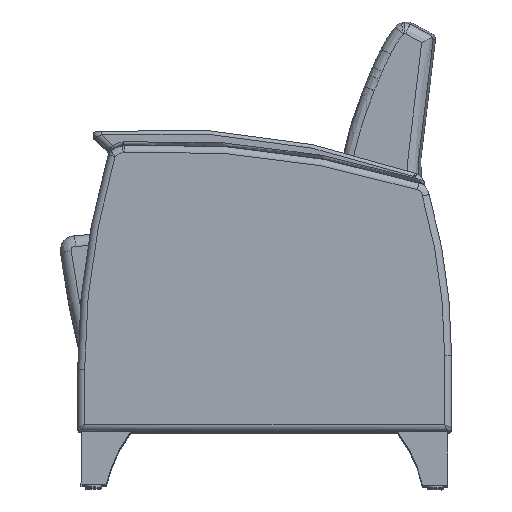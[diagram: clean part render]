
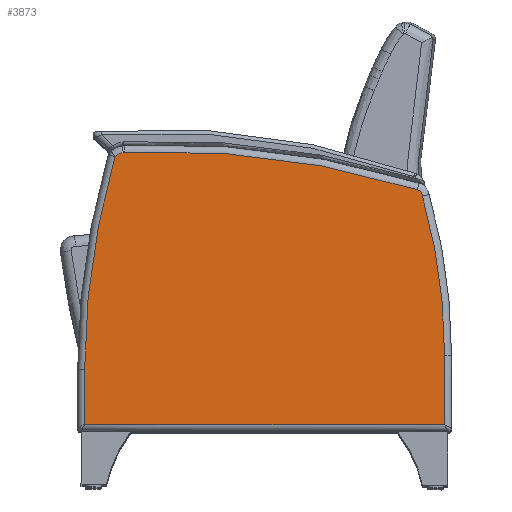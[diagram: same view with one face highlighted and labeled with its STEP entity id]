
A CAD part, top view. The second image highlights one B-rep face of the part: STEP entity #3873.
In plain terms, the highlighted planar face has unit normal (0, 0, 1).
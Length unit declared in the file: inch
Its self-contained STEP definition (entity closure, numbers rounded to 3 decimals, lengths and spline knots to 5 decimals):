
#567=LINE('',#9804,#687);
#568=LINE('',#9821,#688);
#570=LINE('',#9863,#690);
#687=VECTOR('',#5260,0.3937);
#688=VECTOR('',#5269,0.3937);
#690=VECTOR('',#5305,0.3937);
#760=PLANE('',#4357);
#989=FACE_OUTER_BOUND('',#1255,.T.);
#1255=EDGE_LOOP('',(#3401,#3402,#3403,#3404,#3405,#3406,#3407,#3408,#3409,
#3410));
#1503=CIRCLE('',#4323,0.01);
#1507=CIRCLE('',#4329,53.60447);
#1510=CIRCLE('',#4334,1.37874);
#1513=CIRCLE('',#4338,0.51);
#1516=CIRCLE('',#4342,59.51);
#1518=CIRCLE('',#4345,0.51);
#1520=CIRCLE('',#4349,40.34554);
#1837=VERTEX_POINT('',#9635);
#1846=VERTEX_POINT('',#9747);
#1849=VERTEX_POINT('',#9776);
#1850=VERTEX_POINT('',#9777);
#1854=VERTEX_POINT('',#9808);
#1855=VERTEX_POINT('',#9824);
#1857=VERTEX_POINT('',#9830);
#1859=VERTEX_POINT('',#9836);
#1862=VERTEX_POINT('',#9844);
#1863=VERTEX_POINT('',#9861);
#2359=EDGE_CURVE('',#1849,#1850,#1503,.T.);
#2363=EDGE_CURVE('',#1837,#1846,#567,.T.);
#2366=EDGE_CURVE('',#1854,#1849,#1507,.T.);
#2367=EDGE_CURVE('',#1846,#1854,#568,.T.);
#2371=EDGE_CURVE('',#1850,#1855,#1510,.T.);
#2374=EDGE_CURVE('',#1855,#1857,#1513,.T.);
#2377=EDGE_CURVE('',#1857,#1859,#1516,.T.);
#2379=EDGE_CURVE('',#1859,#1862,#1518,.T.);
#2382=EDGE_CURVE('',#1863,#1837,#570,.T.);
#2383=EDGE_CURVE('',#1862,#1863,#1520,.T.);
#3401=ORIENTED_EDGE('',*,*,#2363,.F.);
#3402=ORIENTED_EDGE('',*,*,#2382,.F.);
#3403=ORIENTED_EDGE('',*,*,#2383,.F.);
#3404=ORIENTED_EDGE('',*,*,#2379,.F.);
#3405=ORIENTED_EDGE('',*,*,#2377,.F.);
#3406=ORIENTED_EDGE('',*,*,#2374,.F.);
#3407=ORIENTED_EDGE('',*,*,#2371,.F.);
#3408=ORIENTED_EDGE('',*,*,#2359,.F.);
#3409=ORIENTED_EDGE('',*,*,#2366,.F.);
#3410=ORIENTED_EDGE('',*,*,#2367,.F.);
#3873=ADVANCED_FACE('',(#989),#760,.T.);
#4323=AXIS2_PLACEMENT_3D('',#9778,#5252,#5253);
#4329=AXIS2_PLACEMENT_3D('',#9819,#5265,#5266);
#4334=AXIS2_PLACEMENT_3D('',#9828,#5277,#5278);
#4338=AXIS2_PLACEMENT_3D('',#9834,#5285,#5286);
#4342=AXIS2_PLACEMENT_3D('',#9840,#5293,#5294);
#4345=AXIS2_PLACEMENT_3D('',#9845,#5299,#5300);
#4349=AXIS2_PLACEMENT_3D('',#9865,#5308,#5309);
#4357=AXIS2_PLACEMENT_3D('',#9879,#5327,#5328);
#5252=DIRECTION('center_axis',(0.,0.,-1.));
#5253=DIRECTION('ref_axis',(-0.844,0.537,0.));
#5260=DIRECTION('',(-1.,0.,0.));
#5265=DIRECTION('center_axis',(0.,0.,-1.));
#5266=DIRECTION('ref_axis',(-0.99,0.14,0.));
#5269=DIRECTION('',(0.,1.,0.));
#5277=DIRECTION('center_axis',(0.,0.,-1.));
#5278=DIRECTION('ref_axis',(-0.425,0.905,0.));
#5285=DIRECTION('center_axis',(0.,0.,-1.));
#5286=DIRECTION('ref_axis',(-0.128,0.992,0.));
#5293=DIRECTION('center_axis',(0.,0.,-1.));
#5294=DIRECTION('ref_axis',(0.124,0.992,0.));
#5299=DIRECTION('center_axis',(0.,0.,-1.));
#5300=DIRECTION('ref_axis',(0.761,0.649,0.));
#5305=DIRECTION('',(0.,-1.,0.));
#5308=DIRECTION('center_axis',(0.,0.,-1.));
#5309=DIRECTION('ref_axis',(0.99,0.139,0.));
#5327=DIRECTION('center_axis',(0.,0.,1.));
#5328=DIRECTION('ref_axis',(1.,0.,0.));
#9635=CARTESIAN_POINT('',(10.90024,1.87751,2.75));
#9747=CARTESIAN_POINT('',(-14.26196,1.87751,2.75));
#9776=CARTESIAN_POINT('',(-12.1622,20.60571,2.75));
#9777=CARTESIAN_POINT('',(-12.15843,20.61408,2.75));
#9778=CARTESIAN_POINT('Origin',(-12.15221,20.60625,2.75));
#9804=CARTESIAN_POINT('',(5.3351,1.87751,2.75));
#9808=CARTESIAN_POINT('',(-14.26196,5.72415,2.75));
#9819=CARTESIAN_POINT('Origin',(39.34251,5.74957,2.75));
#9821=CARTESIAN_POINT('',(-14.26196,5.41302,2.75));
#9824=CARTESIAN_POINT('',(-11.58595,20.88307,2.75));
#9828=CARTESIAN_POINT('Origin',(-11.3015,19.534,2.75));
#9830=CARTESIAN_POINT('',(-11.50601,20.89342,2.75));
#9834=CARTESIAN_POINT('Origin',(-11.48073,20.38404,2.75));
#9836=CARTESIAN_POINT('',(8.96825,18.32805,2.75));
#9840=CARTESIAN_POINT('Origin',(-8.55543,-38.54339,2.75));
#9844=CARTESIAN_POINT('',(9.32631,17.88314,2.75));
#9845=CARTESIAN_POINT('Origin',(8.81808,17.84066,2.75));
#9861=CARTESIAN_POINT('',(10.90024,6.72403,2.75));
#9863=CARTESIAN_POINT('',(10.90024,8.58129,2.75));
#9865=CARTESIAN_POINT('Origin',(-29.4453,6.72403,2.75));
#9879=CARTESIAN_POINT('Origin',(-1.61059,10.43854,2.75));
